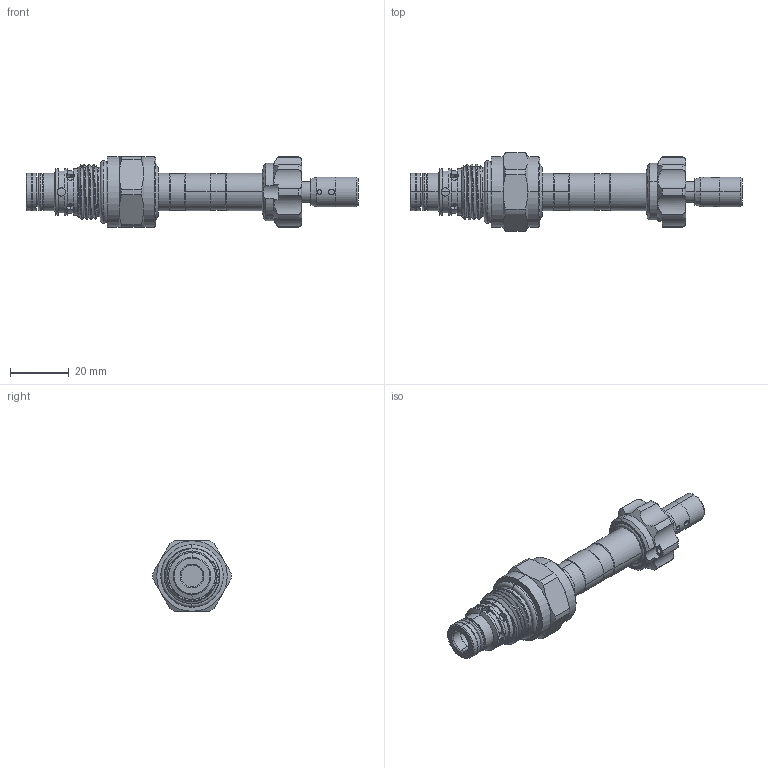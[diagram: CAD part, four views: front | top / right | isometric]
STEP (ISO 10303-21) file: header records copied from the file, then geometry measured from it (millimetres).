
FILE_DESCRIPTION (( 'STEP AP203' ), '1' );
FILE_NAME ('EP08W2A06T05.STEP', '2016-08-12T08:28:22', ( '' ), ( '' ), 'SwSTEP 2.0', 'SolidWorks 2012', '' );
FILE_SCHEMA (( 'CONFIG_CONTROL_DESIGN' ));
Length unit declared in the file: millimetre
Products named in the file (1): EP08W2A06T05
Bounding box: 112.7 x 26.66 x 24 mm (x, y, z)
Volume: 22698.8 mm3; surface area: 9584.2 mm2
Topology: 4 solids, 4 shells, 286 faces, 711 edges, 452 vertices
Faces by surface type: cylinder 156, plane 56, cone 44, torus 26, bspline 4
Entity records: 16837 total; most frequent: CARTESIAN_POINT 10091, ORIENTED_EDGE 1422, DIRECTION 1391, EDGE_CURVE 711, AXIS2_PLACEMENT_3D 578, VERTEX_POINT 452, EDGE_LOOP 313, CIRCLE 295
